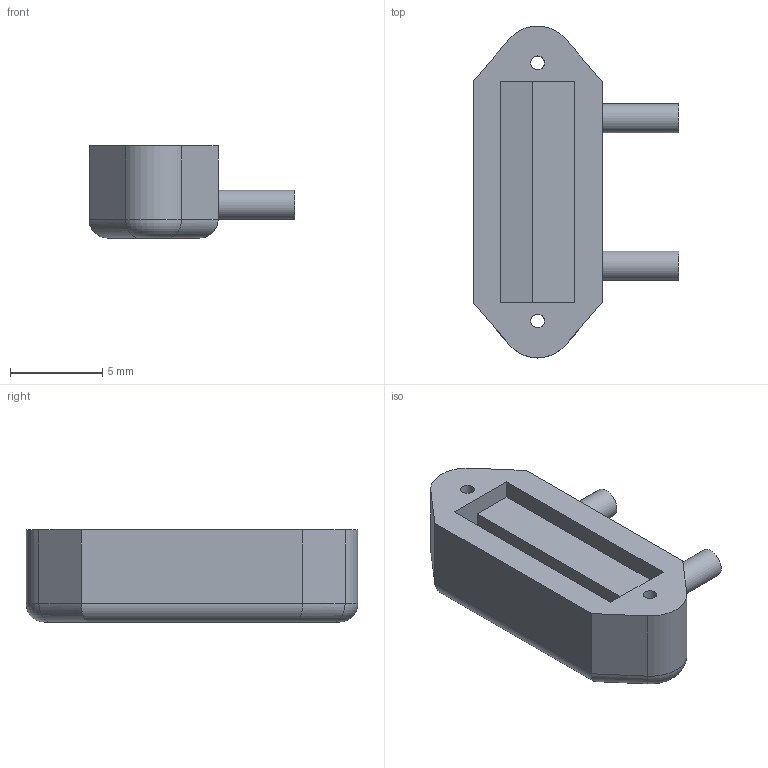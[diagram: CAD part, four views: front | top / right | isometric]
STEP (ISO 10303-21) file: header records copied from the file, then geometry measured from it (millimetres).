
FILE_DESCRIPTION(/* description */ ('STEP AP242','CAx-IF Rec.Pracs.---Representation and Presentation of Product Manufacturing Information (PMI)---4.0---2014-10-13','CAx-IF Rec.Pracs.---3D Tessellated Geometry---0.4---2014-09-14','2;1'),/* implementation_level */ '2;1');
FILE_NAME(/* name */ '639aa9327230b30c14ca7505',/* time_stamp */ '2022-12-15T04:57:22+00:00',/* author */ (''),/* organization */ (''),/* preprocessor_version */ 'ST-DEVELOPER v18.102',/* originating_system */ ' ',/* authorisation */ ' ');
FILE_SCHEMA (('AP242_MANAGED_MODEL_BASED_3D_ENGINEERING_MIM_LF { 1 0 10303 442 1 1 4 }'));
Length unit declared in the file: metre
Products named in the file (3): baro_shroud_horz assy; baro_shroud_horz; hose_tube
Assembly tree (3 placements, depth 2):
  baro_shroud_horz assy
    baro_shroud_horz
    hose_tube  x2
Bounding box: 11.17 x 18 x 5 mm (x, y, z)
Volume: 464.6 mm3; surface area: 690.2 mm2
Topology: 3 solids, 3 shells, 37 faces, 88 edges, 54 vertices
Faces by surface type: plane 19, cylinder 16, torus 2
Full cylindrical faces by diameter (mm): 0.75 x2, 0.876 x2, 1.587 x4
Entity records: 1042 total; most frequent: CARTESIAN_POINT 179, DIRECTION 170, ORIENTED_EDGE 152, EDGE_CURVE 76, AXIS2_PLACEMENT_3D 61, VERTEX_POINT 50, LINE 48, VECTOR 48
